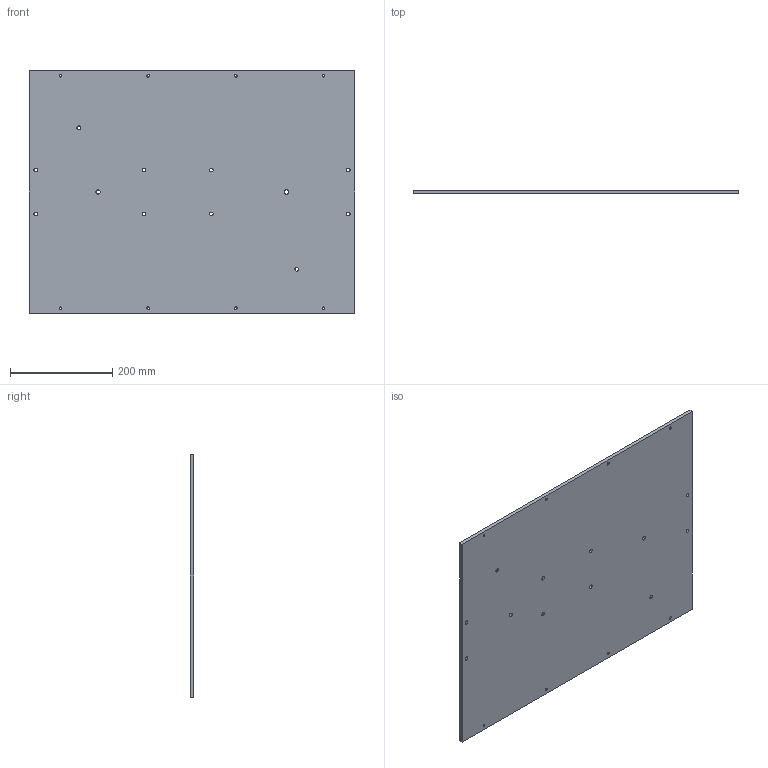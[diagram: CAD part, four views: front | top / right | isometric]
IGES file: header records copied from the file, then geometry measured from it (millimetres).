
Start section: SolidWorks IGES file using analytic representation for surfaces
Global section: file name: D1101805-v1_aLIGO ITM Elliptical Baffle Top-Bottom Skin.IGS; native system: SolidWorks 2012; preprocessor: SolidWorks 2012; author: tnguyen; date: 120706.064745; units: inch
Bounding box: 635.81 x 6.35 x 473.35 mm (x, y, z)
Surface area: 617239.5 mm2 (no closed solid volume)
Topology: 0 solids, 0 shells, 46 faces, 824 edges, 824 vertices
Faces by surface type: revolution 40, bspline 6
